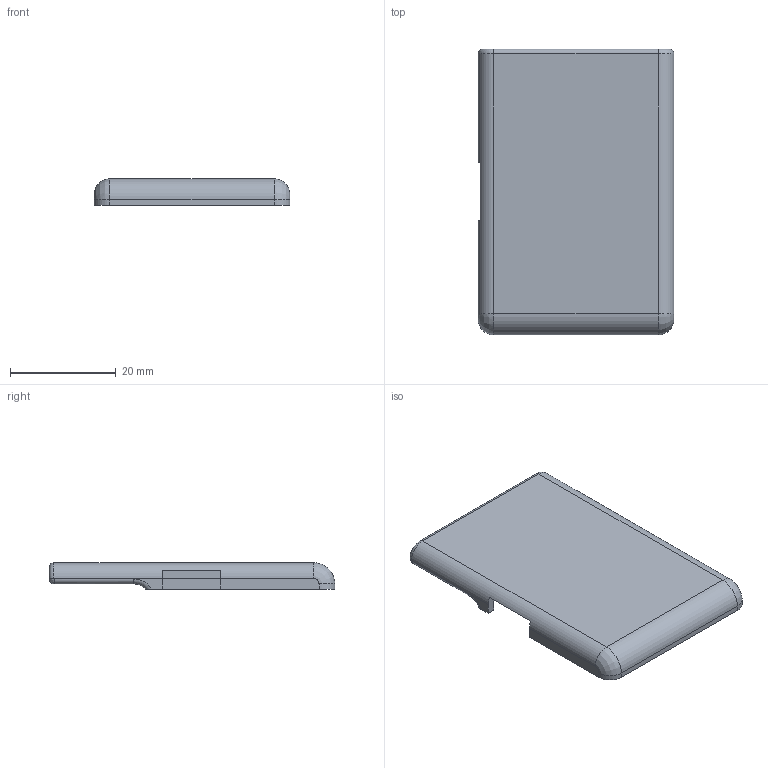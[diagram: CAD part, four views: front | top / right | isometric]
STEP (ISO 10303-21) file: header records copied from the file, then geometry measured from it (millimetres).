
FILE_DESCRIPTION(('FreeCAD Model'),'2;1');
FILE_NAME('LimiTTer_Upper.step','2018-03-19T19:31:47',('Author'),(''), 'Open CASCADE STEP processor 7.1','FreeCAD','Unknown');
FILE_SCHEMA(('AUTOMOTIVE_DESIGN { 1 0 10303 214 1 1 1 1 }'));
Length unit declared in the file: millimetre
Products named in the file (1): LT_Upper
Bounding box: 37 x 54 x 5 mm (x, y, z)
Volume: 2974.1 mm3; surface area: 5155.4 mm2
Topology: 1 solids, 1 shells, 77 faces, 194 edges, 118 vertices
Faces by surface type: plane 53, cylinder 16, torus 4, revolution 2, bspline 2
Entity records: 5118 total; most frequent: CARTESIAN_POINT 1308, DIRECTION 683, LINE 452, VECTOR 452, ORIENTED_EDGE 384, PCURVE 384, DEFINITIONAL_REPRESENTATION 384, EDGE_CURVE 192
